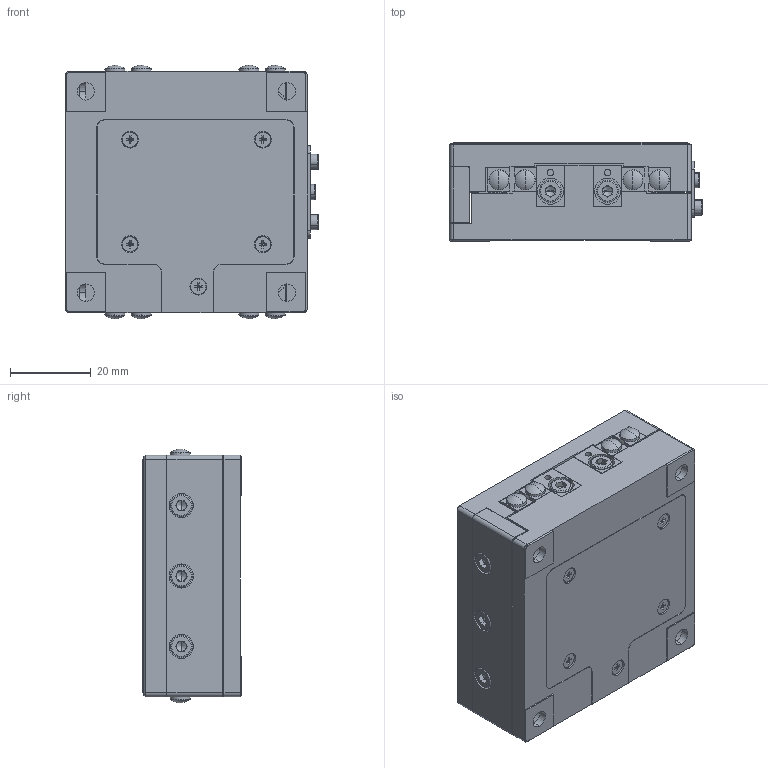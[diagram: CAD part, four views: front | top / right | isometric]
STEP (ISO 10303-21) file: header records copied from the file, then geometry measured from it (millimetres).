
FILE_DESCRIPTION (( 'STEP AP203' ), '1' );
FILE_NAME ('527472.STEP', '2025-04-10T03:53:21', ( 'Windows User' ), ( 'P R C' ), 'SwSTEP 2.0', 'SolidWorks 2020', '' );
FILE_SCHEMA (( 'CONFIG_CONTROL_DESIGN' ));
Length unit declared in the file: millimetre
Products named in the file (14): LS2-0618-41____zz.STEP; socket head cap screw_din_DIN 912 M2 x 3 --- 3N.STEP; VR2-60x11Z-1.STEP; 527452-527472.STEP; 527472; LS2-0618-41zz______.STEP; VR2_60_GD.STEP; socket head cap screw_din_DIN 912 M3 x 5 --- 5N.STEP; LS2-0618-41zz____.STEP; countersunk flat head cross recess screw_din_DIN EN ISO 7046-1 - M2 x 3 - Z - 3N.STEP; LS2-0618-41zz________.STEP; ______R.STEP; VR2-60x11Z.STEP; ____________41R.STEP
Assembly tree (27 placements, depth 4):
  527472
    527452-527472.STEP
      VR2-60x11Z.STEP
        VR2_60_GD.STEP  x2
      VR2-60x11Z-1.STEP
        VR2_60_GD.STEP  x2
      LS2-0618-41____zz.STEP
      LS2-0618-41zz____.STEP
      LS2-0618-41zz______.STEP
      LS2-0618-41zz________.STEP
      ______R.STEP
      ____________41R.STEP  x2
      socket head cap screw_din_DIN 912 M3 x 5 --- 5N.STEP  x5
      socket head cap screw_din_DIN 912 M2 x 3 --- 3N.STEP  x3
      countersunk flat head cross recess screw_din_DIN EN ISO 7046-1 - M2 x 3 - Z - 3N.STEP  x5
Bounding box: 62.8 x 24.5 x 63.01 mm (x, y, z)
Volume: 82866.5 mm3; surface area: 43222 mm2
Topology: 24 solids, 24 shells, 1220 faces, 3045 edges, 1864 vertices
Faces by surface type: plane 577, cylinder 375, cone 210, torus 58
Entity records: 24922 total; most frequent: DIRECTION 4157, CARTESIAN_POINT 4135, ORIENTED_EDGE 3806, EDGE_CURVE 1903, AXIS2_PLACEMENT_3D 1490, VERTEX_POINT 1216, VECTOR 1177, LINE 1177
